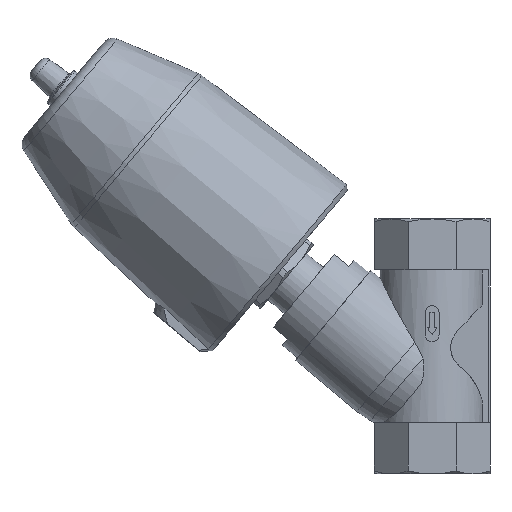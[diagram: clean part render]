
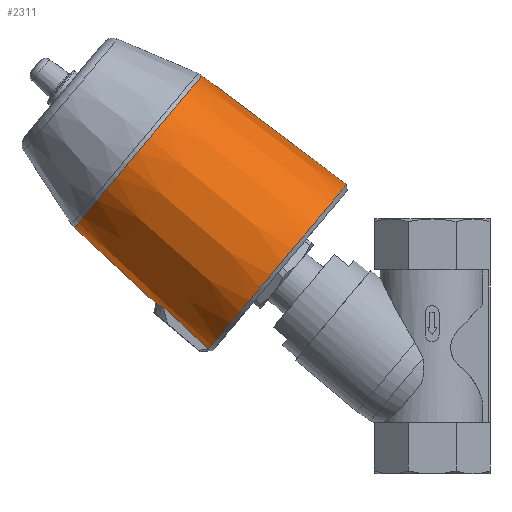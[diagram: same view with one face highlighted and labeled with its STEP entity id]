
A CAD part, left-side view. The second image highlights one B-rep face of the part: STEP entity #2311.
In plain terms, the highlighted conical face has half-angle 3 degrees and reference radius 42.811 mm.
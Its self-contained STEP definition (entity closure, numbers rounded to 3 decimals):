
#43=CONICAL_SURFACE('',#2555,42.811,0.052);
#180=B_SPLINE_CURVE_WITH_KNOTS('',3,(#3804,#3805,#3806,#3807,#3808,#3809,
#3810,#3811,#3812),.UNSPECIFIED.,.F.,.F.,(4,1,1,1,1,1,4),(0.,
0.003,0.006,0.011,0.017,
0.02,0.023),.UNSPECIFIED.);
#182=B_SPLINE_CURVE_WITH_KNOTS('',3,(#3824,#3825,#3826,#3827),
 .UNSPECIFIED.,.F.,.F.,(4,4),(0.001,0.028),
 .UNSPECIFIED.);
#183=B_SPLINE_CURVE_WITH_KNOTS('',3,(#3840,#3841,#3842,#3843),
 .UNSPECIFIED.,.F.,.F.,(4,4),(0.002,0.028),
 .UNSPECIFIED.);
#187=B_SPLINE_CURVE_WITH_KNOTS('',3,(#3899,#3900,#3901,#3902,#3903,#3904,
#3905,#3906,#3907,#3908,#3909,#3910,#3911,#3912,#3913,#3914,#3915,#3916,
#3917,#3918,#3919,#3920,#3921,#3922,#3923,#3924,#3925,#3926,#3927,#3928,
#3929,#3930,#3931,#3932,#3933,#3934,#3935,#3936,#3937,#3938,#3939,#3940,
#3941,#3942,#3943,#3944,#3945,#3946,#3947,#3948,#3949,#3950),
 .UNSPECIFIED.,.F.,.F.,(4,1,1,1,1,1,1,1,1,1,1,1,1,1,1,1,1,1,1,1,1,1,1,1,
1,1,1,1,1,1,1,1,1,1,1,1,1,1,1,1,1,1,1,1,1,1,1,1,1,4),(0.157,
0.166,0.17,0.174,0.183,
0.191,0.2,0.209,0.217,
0.221,0.226,0.23,0.234,
0.239,0.243,0.247,0.251,
0.256,0.26,0.264,0.269,
0.277,0.286,0.294,0.298,
0.303,0.307,0.311,0.32,
0.328,0.337,0.341,0.346,
0.35,0.354,0.358,0.363,0.367,
0.371,0.376,0.38,0.384,
0.388,0.393,0.397,0.401,
0.406,0.414,0.423,0.431),
 .UNSPECIFIED.);
#297=CIRCLE('',#2554,42.811);
#575=ORIENTED_EDGE('',*,*,#1135,.T.);
#576=ORIENTED_EDGE('',*,*,#1139,.T.);
#577=ORIENTED_EDGE('',*,*,#1168,.T.);
#578=ORIENTED_EDGE('',*,*,#1146,.F.);
#579=ORIENTED_EDGE('',*,*,#1180,.T.);
#1135=EDGE_CURVE('',#1443,#1445,#180,.T.);
#1139=EDGE_CURVE('',#1445,#1449,#182,.T.);
#1146=EDGE_CURVE('',#1443,#1455,#183,.T.);
#1168=EDGE_CURVE('',#1449,#1455,#187,.T.);
#1180=EDGE_CURVE('',#1476,#1476,#297,.T.);
#1443=VERTEX_POINT('',#3795);
#1445=VERTEX_POINT('',#3803);
#1449=VERTEX_POINT('',#3823);
#1455=VERTEX_POINT('',#3844);
#1476=VERTEX_POINT('',#3988);
#1935=EDGE_LOOP('',(#575,#576,#577,#578));
#1936=EDGE_LOOP('',(#579));
#2119=FACE_BOUND('',#1935,.T.);
#2120=FACE_BOUND('',#1936,.T.);
#2311=ADVANCED_FACE('',(#2119,#2120),#43,.T.);
#2554=AXIS2_PLACEMENT_3D('',#3987,#3012,#3013);
#2555=AXIS2_PLACEMENT_3D('',#3989,#3014,#3015);
#3012=DIRECTION('',(0.643,-0.766,0.));
#3013=DIRECTION('',(0.766,0.643,0.));
#3014=DIRECTION('',(0.643,-0.766,0.));
#3015=DIRECTION('',(0.766,0.643,0.));
#3795=CARTESIAN_POINT('',(-71.625,115.58,10.));
#3803=CARTESIAN_POINT('',(-71.625,115.58,-10.));
#3804=CARTESIAN_POINT('',(-71.625,115.58,10.));
#3805=CARTESIAN_POINT('',(-72.003,116.19,9.376));
#3806=CARTESIAN_POINT('',(-72.638,117.286,7.991));
#3807=CARTESIAN_POINT('',(-73.529,118.979,4.692));
#3808=CARTESIAN_POINT('',(-73.944,119.876,-0.006));
#3809=CARTESIAN_POINT('',(-73.526,118.973,-4.709));
#3810=CARTESIAN_POINT('',(-72.635,117.28,-7.997));
#3811=CARTESIAN_POINT('',(-72.003,116.19,-9.375));
#3812=CARTESIAN_POINT('',(-71.625,115.58,-10.));
#3823=CARTESIAN_POINT('',(-53.755,96.466,-10.));
#3824=CARTESIAN_POINT('',(-71.625,115.58,-10.));
#3825=CARTESIAN_POINT('',(-65.668,109.208,-10.));
#3826=CARTESIAN_POINT('',(-59.711,102.837,-10.));
#3827=CARTESIAN_POINT('',(-53.755,96.466,-10.));
#3840=CARTESIAN_POINT('',(-71.625,115.58,10.));
#3841=CARTESIAN_POINT('',(-65.668,109.208,10.));
#3842=CARTESIAN_POINT('',(-59.711,102.837,10.));
#3843=CARTESIAN_POINT('',(-53.755,96.466,10.));
#3844=CARTESIAN_POINT('',(-53.755,96.466,10.));
#3899=CARTESIAN_POINT('',(-53.755,96.466,-10.));
#3900=CARTESIAN_POINT('',(-54.225,96.071,-12.81));
#3901=CARTESIAN_POINT('',(-55.215,95.241,-16.886));
#3902=CARTESIAN_POINT('',(-57.087,93.67,-22.045));
#3903=CARTESIAN_POINT('',(-59.347,91.773,-27.022));
#3904=CARTESIAN_POINT('',(-62.731,88.934,-32.577));
#3905=CARTESIAN_POINT('',(-67.758,84.716,-38.287));
#3906=CARTESIAN_POINT('',(-73.385,79.994,-42.622));
#3907=CARTESIAN_POINT('',(-79.643,74.743,-45.607));
#3908=CARTESIAN_POINT('',(-85.005,70.244,-46.789));
#3909=CARTESIAN_POINT('',(-89.436,66.526,-46.966));
#3910=CARTESIAN_POINT('',(-92.708,63.78,-46.7));
#3911=CARTESIAN_POINT('',(-95.94,61.069,-46.052));
#3912=CARTESIAN_POINT('',(-99.135,58.388,-45.016));
#3913=CARTESIAN_POINT('',(-102.267,55.759,-43.589));
#3914=CARTESIAN_POINT('',(-105.243,53.262,-41.818));
#3915=CARTESIAN_POINT('',(-108.085,50.878,-39.705));
#3916=CARTESIAN_POINT('',(-110.801,48.598,-37.229));
#3917=CARTESIAN_POINT('',(-113.319,46.485,-34.45));
#3918=CARTESIAN_POINT('',(-115.613,44.56,-31.409));
#3919=CARTESIAN_POINT('',(-117.692,42.816,-28.104));
#3920=CARTESIAN_POINT('',(-120.176,40.732,-23.312));
#3921=CARTESIAN_POINT('',(-122.582,38.713,-16.937));
#3922=CARTESIAN_POINT('',(-124.392,37.194,-8.589));
#3923=CARTESIAN_POINT('',(-124.894,36.773,-1.427));
#3924=CARTESIAN_POINT('',(-124.689,36.945,4.327));
#3925=CARTESIAN_POINT('',(-124.239,37.323,8.564));
#3926=CARTESIAN_POINT('',(-123.492,37.95,12.754));
#3927=CARTESIAN_POINT('',(-122.094,39.123,18.232));
#3928=CARTESIAN_POINT('',(-119.691,41.139,24.598));
#3929=CARTESIAN_POINT('',(-115.704,44.485,31.574));
#3930=CARTESIAN_POINT('',(-111.715,47.832,36.393));
#3931=CARTESIAN_POINT('',(-108.083,50.879,39.707));
#3932=CARTESIAN_POINT('',(-105.23,53.273,41.827));
#3933=CARTESIAN_POINT('',(-102.254,55.77,43.595));
#3934=CARTESIAN_POINT('',(-99.152,58.373,45.01));
#3935=CARTESIAN_POINT('',(-95.929,61.078,46.056));
#3936=CARTESIAN_POINT('',(-92.693,63.792,46.702));
#3937=CARTESIAN_POINT('',(-89.43,66.531,46.965));
#3938=CARTESIAN_POINT('',(-86.126,69.303,46.836));
#3939=CARTESIAN_POINT('',(-82.845,72.056,46.31));
#3940=CARTESIAN_POINT('',(-79.65,74.737,45.404));
#3941=CARTESIAN_POINT('',(-76.527,77.358,44.126));
#3942=CARTESIAN_POINT('',(-73.462,79.929,42.453));
#3943=CARTESIAN_POINT('',(-70.56,82.365,40.441));
#3944=CARTESIAN_POINT('',(-67.824,84.661,38.105));
#3945=CARTESIAN_POINT('',(-65.249,86.821,35.445));
#3946=CARTESIAN_POINT('',(-62.045,89.509,31.451));
#3947=CARTESIAN_POINT('',(-58.662,92.348,25.897));
#3948=CARTESIAN_POINT('',(-55.53,94.976,18.217));
#3949=CARTESIAN_POINT('',(-54.222,96.074,12.794));
#3950=CARTESIAN_POINT('',(-53.755,96.466,10.));
#3987=CARTESIAN_POINT('',(-139.077,126.854,0.));
#3988=CARTESIAN_POINT('',(-106.282,154.373,0.));
#3989=CARTESIAN_POINT('',(-139.077,126.854,0.));
